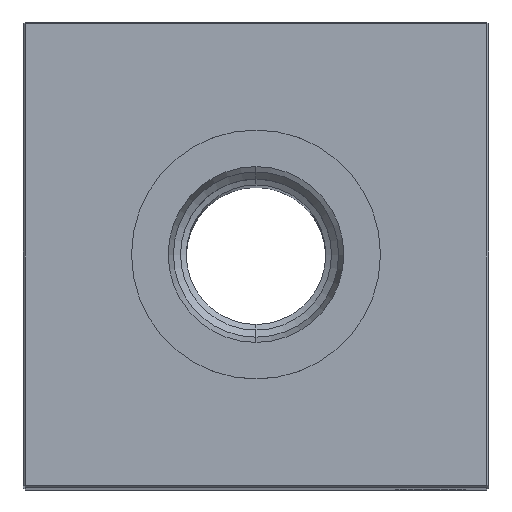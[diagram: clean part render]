
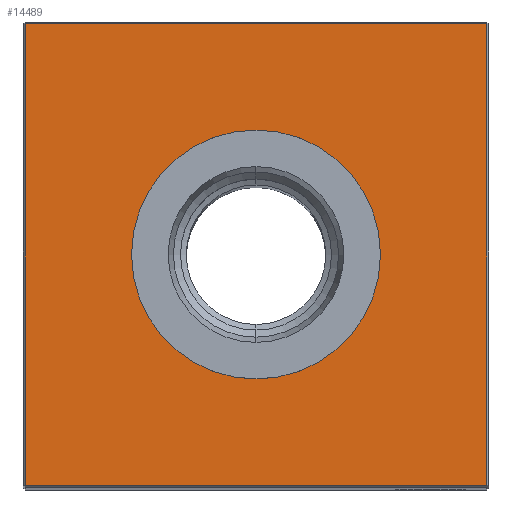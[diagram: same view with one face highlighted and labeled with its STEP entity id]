
A CAD part, top view. The second image highlights one B-rep face of the part: STEP entity #14489.
In plain terms, the highlighted planar face has unit normal (0, 0, 1).
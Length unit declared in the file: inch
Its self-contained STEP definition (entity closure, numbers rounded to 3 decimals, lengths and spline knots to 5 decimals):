
#12 = ORIENTED_EDGE ( 'NONE', *, *, #4988, .T. ) ;
#96 = AXIS2_PLACEMENT_3D ( 'NONE', #11007, #5619, #22639 ) ;
#917 = CIRCLE ( 'NONE', #96, 0.66929 ) ;
#1700 = DIRECTION ( 'NONE',  ( 0., 0., -1. ) ) ;
#1706 = ORIENTED_EDGE ( 'NONE', *, *, #5784, .T. ) ;
#1843 = ORIENTED_EDGE ( 'NONE', *, *, #4089, .T. ) ;
#2028 = LINE ( 'NONE', #11855, #10414 ) ;
#2250 = AXIS2_PLACEMENT_3D ( 'NONE', #19198, #1700, #5407 ) ;
#2602 = VECTOR ( 'NONE', #14998, 39.37008 ) ;
#3076 = ORIENTED_EDGE ( 'NONE', *, *, #14478, .T. ) ;
#3214 = DIRECTION ( 'NONE',  ( -1., 0., 0. ) ) ;
#3733 = EDGE_LOOP ( 'NONE', ( #12, #5812, #3076, #1843 ) ) ;
#4033 = EDGE_CURVE ( 'NONE', #17259, #20038, #14377, .T. ) ;
#4089 = EDGE_CURVE ( 'NONE', #22248, #23228, #22925, .T. ) ;
#4334 = CARTESIAN_POINT ( 'NONE',  ( -1.24, 1.24, 9.25 ) ) ;
#4686 = CARTESIAN_POINT ( 'NONE',  ( 0., -1.24, 9.25 ) ) ;
#4988 = EDGE_CURVE ( 'NONE', #23228, #17259, #2028, .T. ) ;
#5407 = DIRECTION ( 'NONE',  ( -1., 0., 0. ) ) ;
#5619 = DIRECTION ( 'NONE',  ( 0., 0., -1. ) ) ;
#5784 = EDGE_CURVE ( 'NONE', #8892, #8873, #917, .T. ) ;
#5812 = ORIENTED_EDGE ( 'NONE', *, *, #4033, .T. ) ;
#6149 = CARTESIAN_POINT ( 'NONE',  ( 1.24, 1.24, 9.25 ) ) ;
#6724 = DIRECTION ( 'NONE',  ( 1., 0., 0. ) ) ;
#6802 = CARTESIAN_POINT ( 'NONE',  ( 0., 0., 9.25 ) ) ;
#7284 = CARTESIAN_POINT ( 'NONE',  ( 0., -0.66929, 9.25 ) ) ;
#7570 = FACE_BOUND ( 'NONE', #11136, .T. ) ;
#7764 = VECTOR ( 'NONE', #6724, 39.37008 ) ;
#8873 = VERTEX_POINT ( 'NONE', #22993 ) ;
#8892 = VERTEX_POINT ( 'NONE', #7284 ) ;
#9100 = LINE ( 'NONE', #11403, #18984 ) ;
#9815 = DIRECTION ( 'NONE',  ( 0., -1., 0. ) ) ;
#10414 = VECTOR ( 'NONE', #9815, 39.37008 ) ;
#10736 = CIRCLE ( 'NONE', #13997, 0.66929 ) ;
#11007 = CARTESIAN_POINT ( 'NONE',  ( 0., 0., 9.25 ) ) ;
#11136 = EDGE_LOOP ( 'NONE', ( #12293, #1706 ) ) ;
#11273 = DIRECTION ( 'NONE',  ( 0., 1., 0. ) ) ;
#11403 = CARTESIAN_POINT ( 'NONE',  ( 1.24, 0., 9.25 ) ) ;
#11525 = FACE_OUTER_BOUND ( 'NONE', #3733, .T. ) ;
#11855 = CARTESIAN_POINT ( 'NONE',  ( -1.24, 0., 9.25 ) ) ;
#12293 = ORIENTED_EDGE ( 'NONE', *, *, #19191, .T. ) ;
#13997 = AXIS2_PLACEMENT_3D ( 'NONE', #6802, #16867, #3214 ) ;
#14377 = LINE ( 'NONE', #4686, #7764 ) ;
#14478 = EDGE_CURVE ( 'NONE', #20038, #22248, #9100, .T. ) ;
#14489 = ADVANCED_FACE ( 'NONE', ( #11525, #7570 ), #15358, .F. ) ;
#14998 = DIRECTION ( 'NONE',  ( -1., 0., 0. ) ) ;
#15358 = PLANE ( 'NONE',  #2250 ) ;
#16867 = DIRECTION ( 'NONE',  ( 0., 0., -1. ) ) ;
#17259 = VERTEX_POINT ( 'NONE', #24181 ) ;
#17290 = CARTESIAN_POINT ( 'NONE',  ( 0., 1.24, 9.25 ) ) ;
#18984 = VECTOR ( 'NONE', #11273, 39.37008 ) ;
#19191 = EDGE_CURVE ( 'NONE', #8873, #8892, #10736, .T. ) ;
#19198 = CARTESIAN_POINT ( 'NONE',  ( 0., 0., 9.25 ) ) ;
#20038 = VERTEX_POINT ( 'NONE', #21734 ) ;
#21734 = CARTESIAN_POINT ( 'NONE',  ( 1.24, -1.24, 9.25 ) ) ;
#22248 = VERTEX_POINT ( 'NONE', #6149 ) ;
#22639 = DIRECTION ( 'NONE',  ( -1., 0., 0. ) ) ;
#22925 = LINE ( 'NONE', #17290, #2602 ) ;
#22993 = CARTESIAN_POINT ( 'NONE',  ( 0., 0.66929, 9.25 ) ) ;
#23228 = VERTEX_POINT ( 'NONE', #4334 ) ;
#24181 = CARTESIAN_POINT ( 'NONE',  ( -1.24, -1.24, 9.25 ) ) ;
